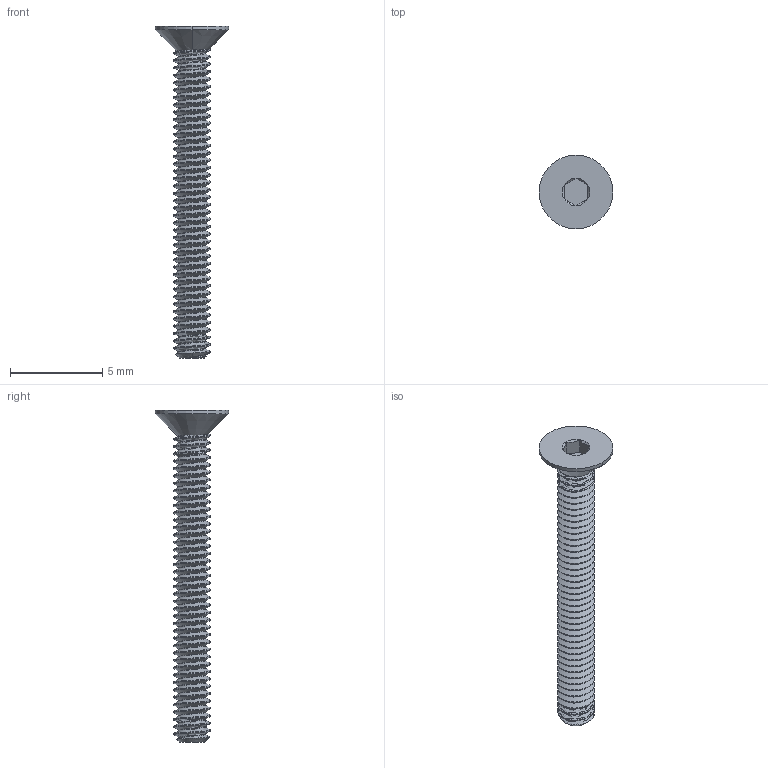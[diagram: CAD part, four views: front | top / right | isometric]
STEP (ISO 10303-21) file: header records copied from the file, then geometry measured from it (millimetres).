
FILE_DESCRIPTION (( 'STEP AP203' ), '1' );
FILE_NAME ('92125A101.STEP', '2019-02-12T13:13:19', ( '' ), ( '' ), 'SwSTEP 2.0', 'SolidWorks 2014', '' );
FILE_SCHEMA (( 'CONFIG_CONTROL_DESIGN' ));
Length unit declared in the file: millimetre
Products named in the file (1): 92125A101
Bounding box: 4 x 4 x 18 mm (x, y, z)
Volume: 49 mm3; surface area: 194 mm2
Topology: 1 solids, 1 shells, 193 faces, 553 edges, 363 vertices
Faces by surface type: cylinder 169, cone 13, plane 9, bspline 2
Entity records: 9527 total; most frequent: CARTESIAN_POINT 5430, ORIENTED_EDGE 1106, DIRECTION 606, EDGE_CURVE 553, VERTEX_POINT 363, AXIS2_PLACEMENT_3D 210, EDGE_LOOP 194, FACE_OUTER_BOUND 193
